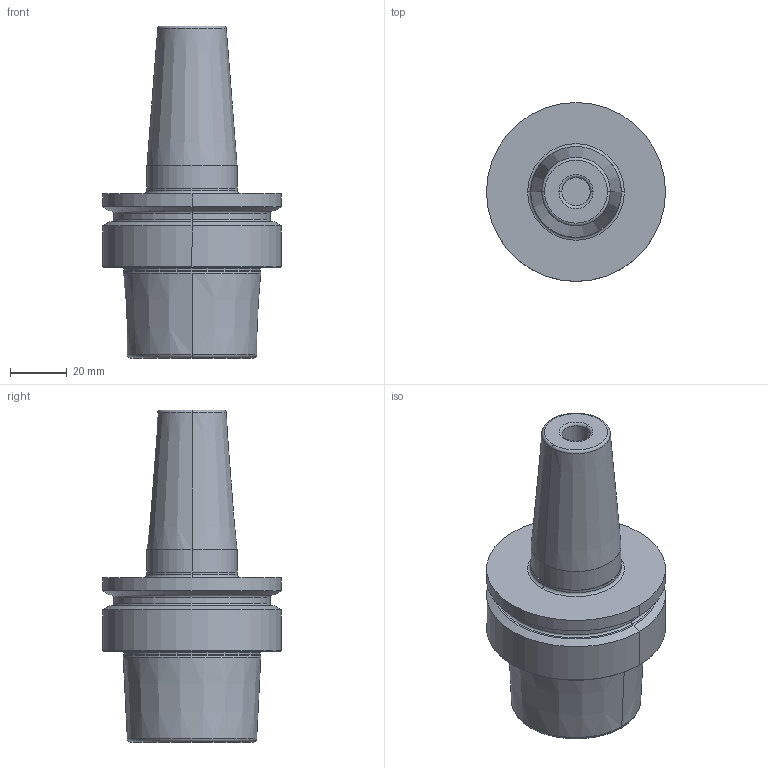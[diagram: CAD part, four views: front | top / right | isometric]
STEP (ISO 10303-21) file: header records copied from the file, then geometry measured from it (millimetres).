
FILE_DESCRIPTION((''),'2;1');
FILE_NAME('30338517','2015-09-24T',('machalkem'),(''),'PRO/ENGINEER BY PARAMETRIC TECHNOLOGY CORPORATION, 2011220','PRO/ENGINEER BY PARAMETRIC TECHNOLOGY CORPORATION, 2011220','');
FILE_SCHEMA(('AUTOMOTIVE_DESIGN_CC2 { 1 2 10303 214 -1 1 5 2 }'));
Length unit declared in the file: millimetre
Products named in the file (1): 30338517
Bounding box: 63 x 63 x 116.9 mm (x, y, z)
Volume: 167555.5 mm3; surface area: 22798.6 mm2
Topology: 1 solids, 1 shells, 53 faces, 197 edges, 156 vertices
Faces by surface type: torus 16, cylinder 14, cone 14, plane 9
Entity records: 2652 total; most frequent: DIRECTION 411, CARTESIAN_POINT 314, ORIENTED_EDGE 208, PRESENTATION_STYLE_ASSIGNMENT 206, STYLED_ITEM 206, CURVE_STYLE 203, AXIS2_PLACEMENT_3D 157, EDGE_CURVE 104
